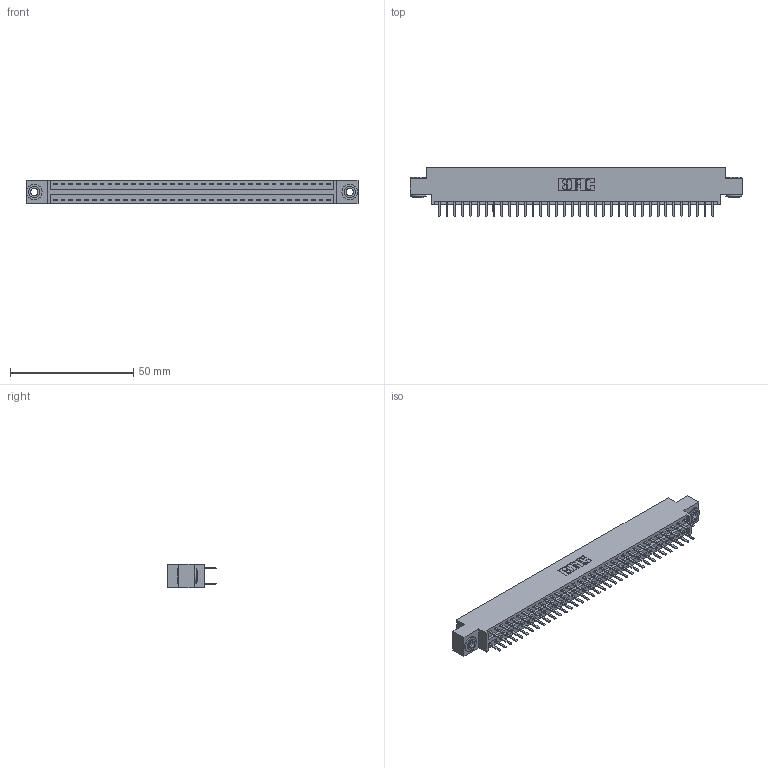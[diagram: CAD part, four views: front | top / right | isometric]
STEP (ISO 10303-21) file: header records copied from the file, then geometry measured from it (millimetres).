
FILE_DESCRIPTION (( 'STEP AP203' ), '1' );
FILE_NAME ('396-072-520-803.STEP', '2018-09-09T09:33:21', ( '' ), ( '' ), 'SwSTEP 2.0', 'SolidWorks 2016', '' );
FILE_SCHEMA (( 'CONFIG_CONTROL_DESIGN' ));
Length unit declared in the file: inch
Products named in the file (4): 345-250-002_345-250-002-102; 396-072-520-803; 346 Part_0.170 Offset - 0.156 Dia-TH; 345-292-001_345-293-120
Assembly tree (75 placements, depth 2):
  396-072-520-803
    346 Part_0.170 Offset - 0.156 Dia-TH
    345-292-001_345-293-120  x72
    345-250-002_345-250-002-102  x2
Bounding box: 134.87 x 20.02 x 9.4 mm (x, y, z)
Volume: 12938.4 mm3; surface area: 18010.1 mm2
Topology: 75 solids, 75 shells, 4196 faces, 12153 edges, 7906 vertices
Faces by surface type: plane 2754, cylinder 1434, cone 8
Entity records: 25198 total; most frequent: CARTESIAN_POINT 4151, ORIENTED_EDGE 4066, DIRECTION 3727, EDGE_CURVE 2033, VECTOR 1729, LINE 1729, VERTEX_POINT 1350, AXIS2_PLACEMENT_3D 999
